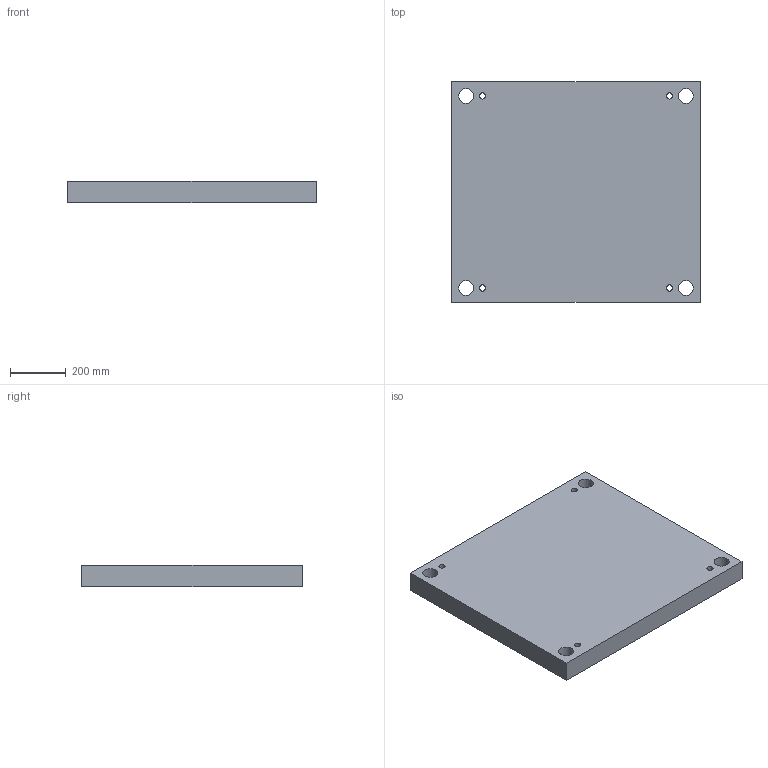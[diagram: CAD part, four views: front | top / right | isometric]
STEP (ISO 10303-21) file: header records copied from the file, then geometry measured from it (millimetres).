
FILE_DESCRIPTION( ( 'Unknown' ), '1' );
FILE_NAME( 'OS_J2_796x896x076_.stp', 'Unknown', ( 'Unknown' ), ( 'Unknown' ), 'XStep 1.0', 'Unknown', ' ' );
FILE_SCHEMA( ( 'CONFIG_CONTROL_DESIGN' ) );
Length unit declared in the file: millimetre
Products named in the file (1): 1
Bounding box: 896 x 796 x 76 mm (x, y, z)
Volume: 53392628.5 mm3; surface area: 1734836.5 mm2
Topology: 1 solids, 1 shells, 14 faces, 44 edges, 32 vertices
Faces by surface type: cylinder 8, plane 6
Full cylindrical faces by diameter (mm): 22 x4, 54 x4
Entity records: 473 total; most frequent: DIRECTION 74, CARTESIAN_POINT 67, ORIENTED_EDGE 56, EDGE_LOOP 38, AXIS2_PLACEMENT_3D 31, EDGE_CURVE 28, VERTEX_POINT 24, FACE_OUTER_BOUND 22
